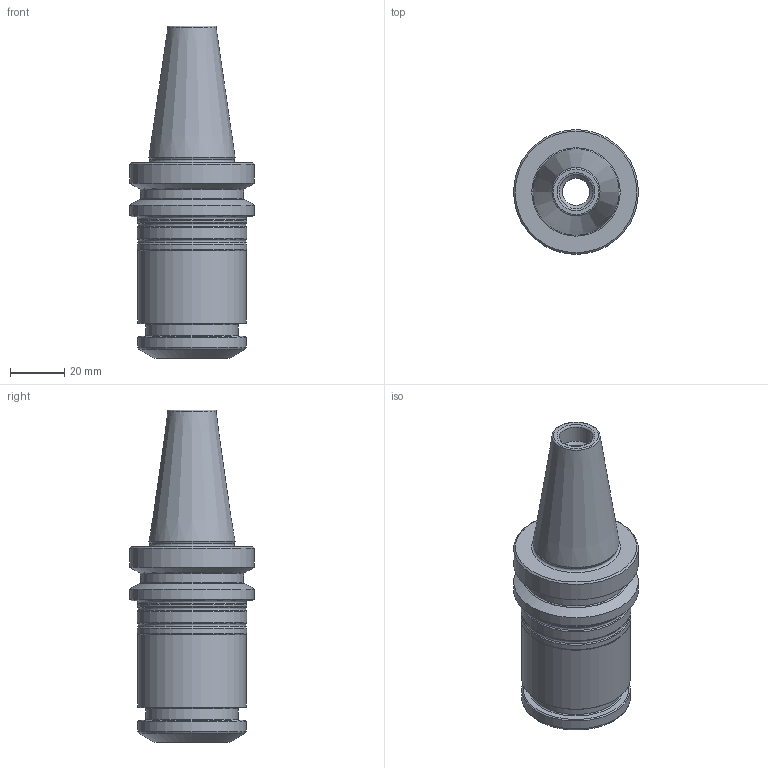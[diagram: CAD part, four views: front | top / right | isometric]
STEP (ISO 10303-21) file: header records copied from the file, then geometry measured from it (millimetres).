
FILE_DESCRIPTION(/* description */ (''),/* implementation_level */ '2;1');
FILE_NAME(/* name */ '413072548.stp',/* time_stamp */ '2021-01-08T12:32:31',/* author */ ('LRA'),/* organization */ ('REGO-FIX'),/* preprocessor_version */ ' Unknown',/* originating_system */ 'SIEMENS PLM Software Solid Edge ST10',/* authorization */ 'Unknown');
FILE_SCHEMA (('AUTOMOTIVE_DESIGN { 1 0 10303 214 2 1 1}'));
Length unit declared in the file: millimetre
Products named in the file (1): NOCUT
Bounding box: 46 x 46 x 122.4 mm (x, y, z)
Volume: 83198 mm3; surface area: 23255.7 mm2
Topology: 1 solids, 1 shells, 53 faces, 105 edges, 61 vertices
Faces by surface type: cone 19, cylinder 13, torus 12, plane 9
Full cylindrical faces by diameter (mm): 10.106 x2, 12.5 x1, 25 x1, 34 x1, 38 x1, 40 x2, 40.5 x3, 46 x2
Entity records: 1478 total; most frequent: DIRECTION 220, CARTESIAN_POINT 163, AXIS2_PLACEMENT_3D 110, ORIENTED_EDGE 106, EDGE_LOOP 106, FACE_BOUND 106, EDGE_CURVE 53, VERTEX_POINT 53
